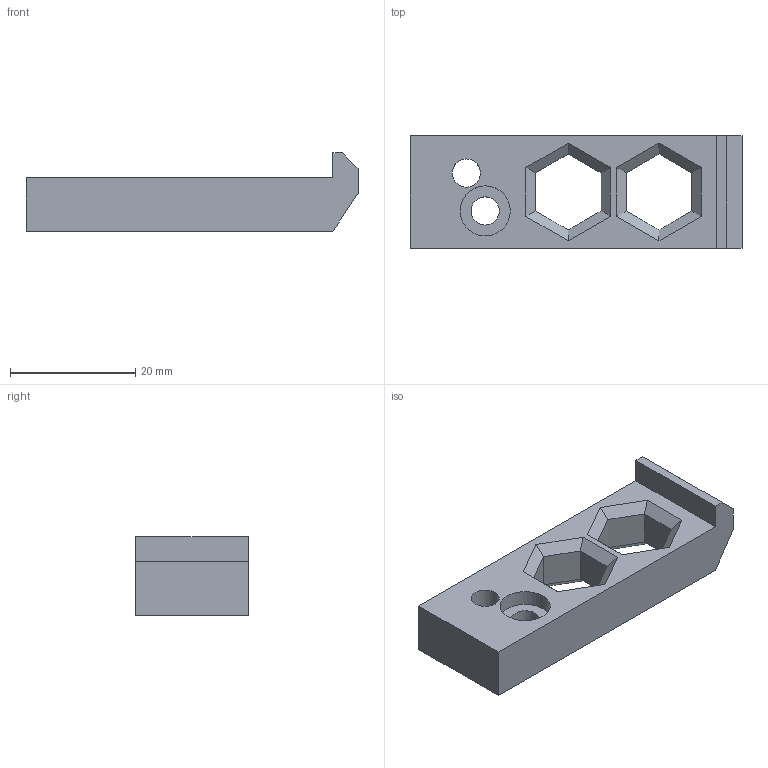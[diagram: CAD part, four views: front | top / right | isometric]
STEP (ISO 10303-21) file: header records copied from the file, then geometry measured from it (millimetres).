
FILE_DESCRIPTION(/* description */ (''),/* implementation_level */ '2;1');
FILE_NAME(/* name */ 'psu_upper_mount v4.step',/* time_stamp */ '2017-10-01T11:34:21+02:00',/* author */ ('gregsaun'),/* organization */ (''),/* preprocessor_version */ 'ST-DEVELOPER v16.13',/* originating_system */ 'Autodesk Translation Framework v6.5.0.72',/* authorisation */ '');
FILE_SCHEMA (('AUTOMOTIVE_DESIGN { 1 0 10303 214 3 1 1 }'));
Length unit declared in the file: millimetre
Products named in the file (1): psu_upper_mount v4
Bounding box: 53 x 18 x 12.5 mm (x, y, z)
Volume: 5623.6 mm3; surface area: 4064.1 mm2
Topology: 1 solids, 7 shells, 91 faces, 201 edges, 126 vertices
Faces by surface type: plane 88, cylinder 3
Full cylindrical faces by diameter (mm): 4.5 x2, 8 x1
Entity records: 2473 total; most frequent: CARTESIAN_POINT 419, ORIENTED_EDGE 402, DIRECTION 391, EDGE_CURVE 201, LINE 195, VECTOR 195, VERTEX_POINT 126, EDGE_LOOP 101
